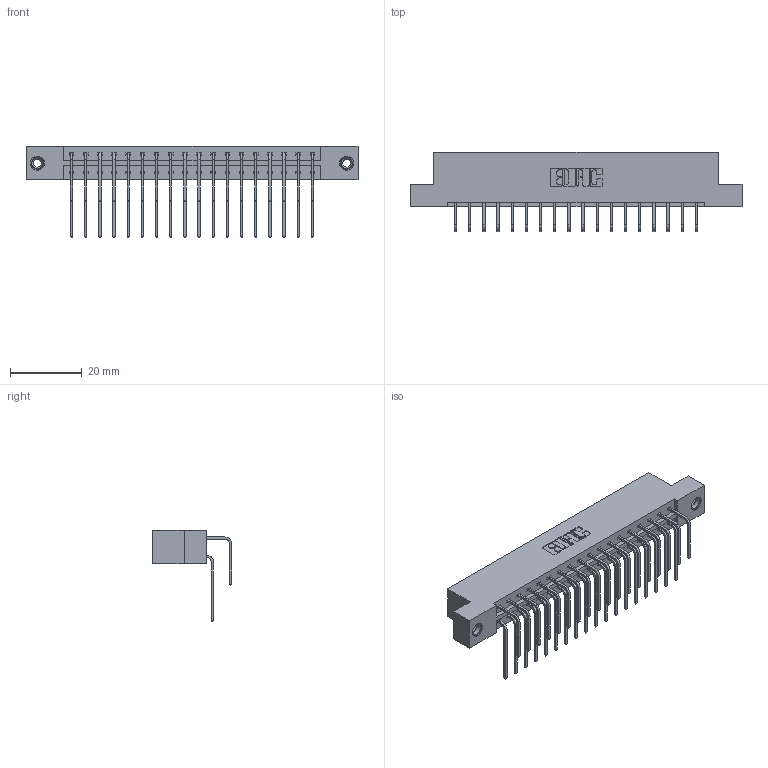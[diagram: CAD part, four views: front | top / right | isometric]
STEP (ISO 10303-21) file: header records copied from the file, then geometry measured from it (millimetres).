
FILE_DESCRIPTION (( 'STEP AP203' ), '1' );
FILE_NAME ('333-036-558-208.STEP', '2018-08-03T01:44:58', ( '' ), ( '' ), 'SwSTEP 2.0', 'SolidWorks 2016', '' );
FILE_SCHEMA (( 'CONFIG_CONTROL_DESIGN' ));
Length unit declared in the file: inch
Products named in the file (5): 333 Part_Flush - .156 Dia - TI; 345-292-001_558 559 Tail - 1; 345-292-001_558 Tail - 2; 345-250-001_345-250-003-102; 333-036-558-208
Assembly tree (39 placements, depth 2):
  333-036-558-208
    333 Part_Flush - .156 Dia - TI
    345-292-001_558 559 Tail - 1  x18
    345-292-001_558 Tail - 2  x18
    345-250-001_345-250-003-102  x2
Bounding box: 92.86 x 22.17 x 25.53 mm (x, y, z)
Volume: 9457.4 mm3; surface area: 11979.3 mm2
Topology: 39 solids, 39 shells, 2118 faces, 6243 edges, 4106 vertices
Faces by surface type: plane 1470, cylinder 632, cone 12, torus 4
Entity records: 17654 total; most frequent: CARTESIAN_POINT 2988, ORIENTED_EDGE 2866, DIRECTION 2607, EDGE_CURVE 1433, VECTOR 1245, LINE 1245, VERTEX_POINT 948, AXIS2_PLACEMENT_3D 681
